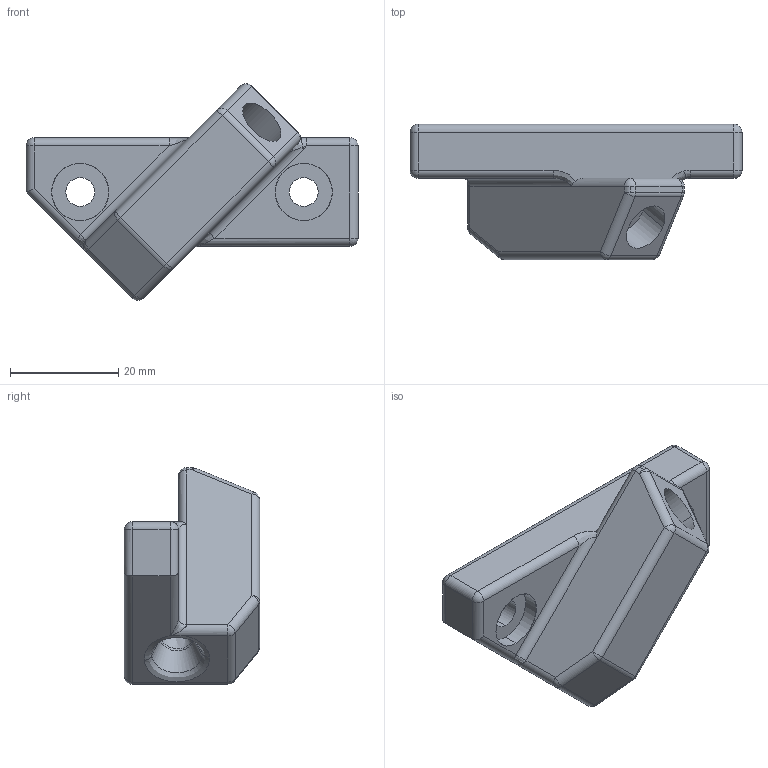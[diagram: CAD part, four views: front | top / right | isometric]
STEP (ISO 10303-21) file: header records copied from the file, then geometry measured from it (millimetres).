
FILE_DESCRIPTION (( 'STEP AP214' ), '1' );
FILE_NAME ('ptfe tube guide.STEP', '2025-07-14T00:29:55', ( '' ), ( '' ), 'SwSTEP 2.0', 'SolidWorks 2024', '' );
FILE_SCHEMA (( 'AUTOMOTIVE_DESIGN' ));
Length unit declared in the file: millimetre
Products named in the file (1): ptfe tube guide
Bounding box: 61.21 x 25 x 39.97 mm (x, y, z)
Volume: 19287 mm3; surface area: 6657.3 mm2
Topology: 1 solids, 1 shells, 106 faces, 251 edges, 135 vertices
Faces by surface type: cylinder 50, plane 18, sphere 17, bspline 15, cone 4, torus 2
Entity records: 4880 total; most frequent: CARTESIAN_POINT 2583, DIRECTION 472, ORIENTED_EDGE 468, EDGE_CURVE 234, AXIS2_PLACEMENT_3D 191, VERTEX_POINT 133, EDGE_LOOP 113, FACE_OUTER_BOUND 105
